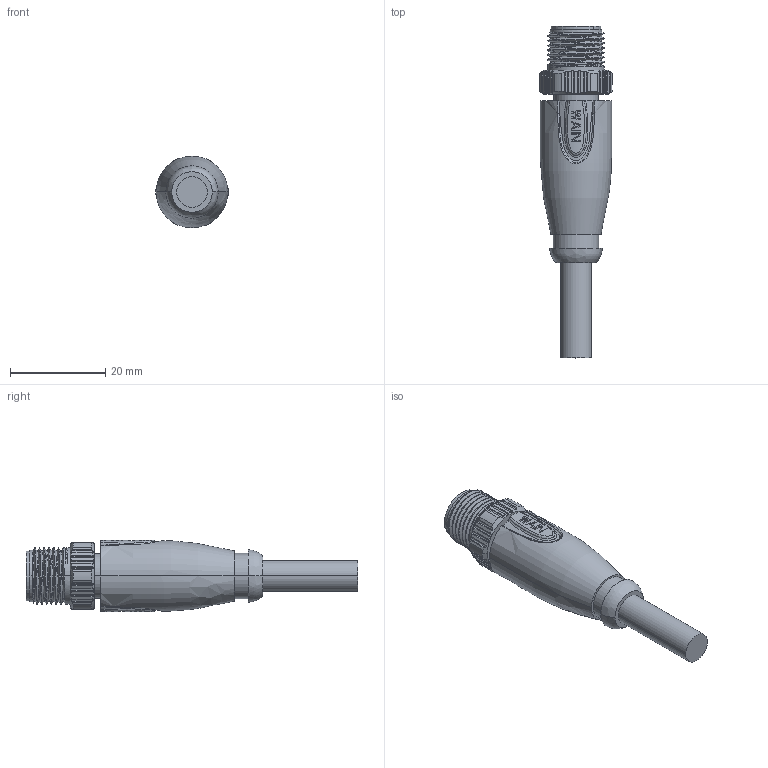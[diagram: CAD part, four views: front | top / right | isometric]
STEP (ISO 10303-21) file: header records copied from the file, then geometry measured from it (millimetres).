
FILE_DESCRIPTION((''),'2;1');
FILE_NAME('3D_M12-M12A-T-1_0-PVC_V1_0','2024-01-17T',('13539'),(''),'PRO/ENGINEER BY PARAMETRIC TECHNOLOGY CORPORATION, 2012480','PRO/ENGINEER BY PARAMETRIC TECHNOLOGY CORPORATION, 2012480','');
FILE_SCHEMA(('CONFIG_CONTROL_DESIGN'));
Length unit declared in the file: millimetre
Products named in the file (1): 3D_M12-M12A-T-1_0-PVC_V1_0
Bounding box: 15.2 x 69.7 x 15 mm (x, y, z)
Volume: 6771 mm3; surface area: 4494 mm2
Topology: 1 solids, 1 shells, 838 faces, 2306 edges, 1499 vertices
Faces by surface type: plane 352, extrusion 213, cylinder 181, cone 36, sphere 24, bspline 22, revolution 9, torus 1
Entity records: 33437 total; most frequent: CARTESIAN_POINT 13503, ORIENTED_EDGE 4556, DIRECTION 3354, EDGE_CURVE 2278, VERTEX_POINT 1499, AXIS2_PLACEMENT_3D 1121, VECTOR 1103, B_SPLINE_CURVE_WITH_KNOTS 1083
